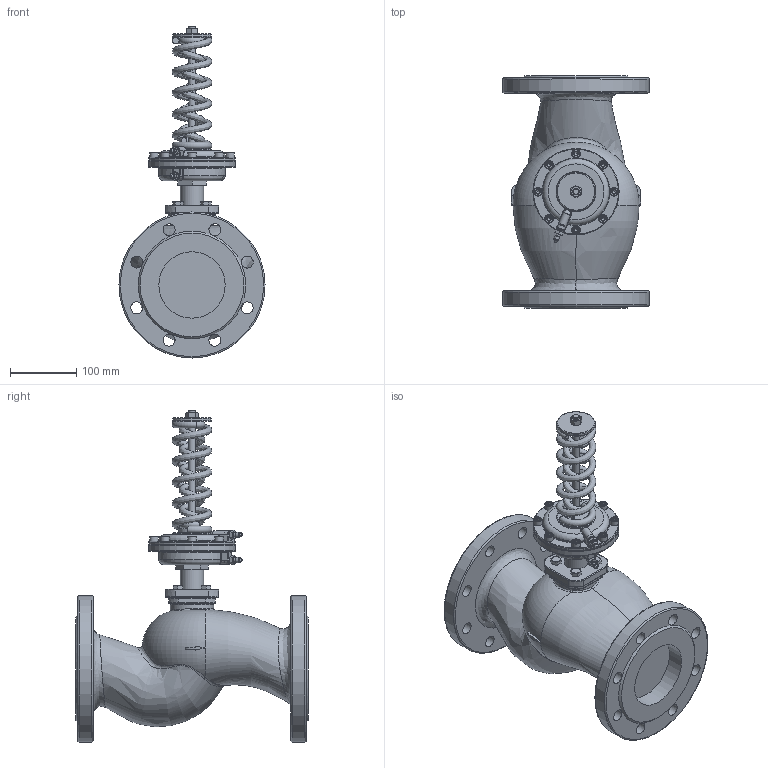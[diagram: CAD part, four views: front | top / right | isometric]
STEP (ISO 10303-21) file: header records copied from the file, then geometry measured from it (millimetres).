
FILE_DESCRIPTION(('STEP AP214'), '1');
FILE_NAME('Ðåãóëÿòîðû ïåðåïàäà äàâëåíèÿ ÂÐÏÄ', '', ('UNSPECIFIED'), ('UNSPECIFIED'), 'C3D Converter', 'C3D Toolkit', '');
FILE_SCHEMA(('AUTOMOTIVE_DESIGN { 1 0 10303 214 3 1 1}'));
Length unit declared in the file: millimetre
Products named in the file (7): -09
Assembly tree (17 placements, depth 3):
  -09
    -09
      (unnamed)  x4
    -09
      (unnamed)  x8
      (unnamed)  x2
      (unnamed)
Bounding box: 220 x 350 x 500 mm (x, y, z)
Volume: 6857629.3 mm3; surface area: 478008.7 mm2
Topology: 23 solids, 23 shells, 581 faces, 1281 edges, 769 vertices
Faces by surface type: plane 267, cylinder 129, cone 86, bspline 56, torus 38, sphere 4, revolution 1
Full cylindrical faces by diameter (mm): 1.7 x2, 2.7 x4, 6 x18, 6.5 x4, 8 x10, 8.5 x4, 8.917 x1, 10 x12, 13 x8, 18 x16, 35 x1, 40 x2, 58 x2, 100 x2, 130 x2, 220 x2
Entity records: 34736 total; most frequent: CARTESIAN_POINT 24986, DIRECTION 1387, ORIENTED_EDGE 1316, EDGE_CURVE 658, AXIS2_PLACEMENT_3D 604, EDGE_LOOP 519, VERTEX_POINT 452, FACE_BOUND 351
